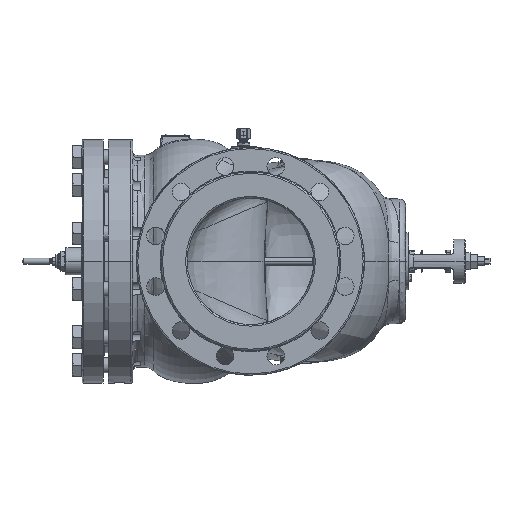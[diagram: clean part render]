
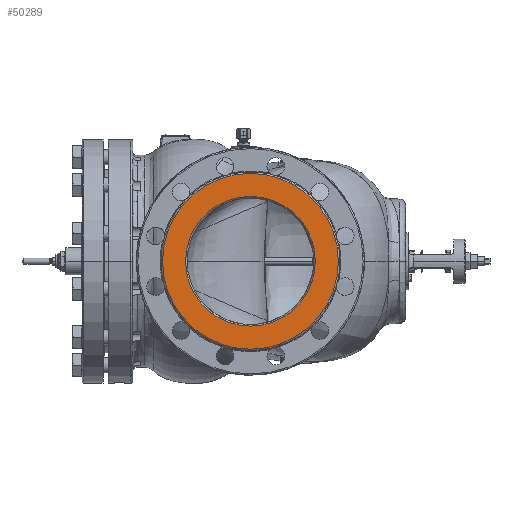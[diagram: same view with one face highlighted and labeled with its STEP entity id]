
A CAD part, left-side view. The second image highlights one B-rep face of the part: STEP entity #50289.
In plain terms, the highlighted planar face has unit normal (-1, 0, 0).
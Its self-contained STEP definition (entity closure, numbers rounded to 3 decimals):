
#8366=CARTESIAN_POINT('',(-300.,0.,0.));
#8367=DIRECTION('',(1.,0.,0.));
#8368=DIRECTION('',(0.,1.,0.));
#8369=AXIS2_PLACEMENT_3D('',#8366,#8367,#8368);
#8371=CARTESIAN_POINT('',(-300.,0.,0.));
#8372=DIRECTION('',(1.,0.,0.));
#8373=DIRECTION('',(0.,-1.,0.));
#8374=AXIS2_PLACEMENT_3D('',#8371,#8372,#8373);
#26040=CARTESIAN_POINT('',(-300.,0.,0.));
#26041=DIRECTION('',(-1.,0.,0.));
#26042=DIRECTION('',(0.,1.,0.));
#26043=AXIS2_PLACEMENT_3D('',#26040,#26041,#26042);
#26158=CARTESIAN_POINT('',(-300.,0.,0.));
#26159=DIRECTION('',(-1.,0.,0.));
#26160=DIRECTION('',(0.,-1.,0.));
#26161=AXIS2_PLACEMENT_3D('',#26158,#26159,#26160);
#31544=CARTESIAN_POINT('',(-300.,102.5,0.));
#31545=CARTESIAN_POINT('',(-300.,-102.5,0.));
#31546=VERTEX_POINT('',#31544);
#31547=VERTEX_POINT('',#31545);
#31548=CARTESIAN_POINT('',(-300.,139.,0.));
#31549=CARTESIAN_POINT('',(-300.,-139.,0.));
#31550=VERTEX_POINT('',#31548);
#31551=VERTEX_POINT('',#31549);
#50273=CARTESIAN_POINT('',(-300.,0.,0.));
#50274=DIRECTION('',(1.,0.,0.));
#50275=DIRECTION('',(0.,-1.,0.));
#50276=AXIS2_PLACEMENT_3D('',#50273,#50274,#50275);
#50277=PLANE('',#50276);
#50279=ORIENTED_EDGE('',*,*,#50278,.F.);
#50281=ORIENTED_EDGE('',*,*,#50280,.F.);
#50282=EDGE_LOOP('',(#50279,#50281));
#50283=FACE_OUTER_BOUND('',#50282,.F.);
#50284=ORIENTED_EDGE('',*,*,#50261,.F.);
#50286=ORIENTED_EDGE('',*,*,#50285,.F.);
#50287=EDGE_LOOP('',(#50284,#50286));
#50288=FACE_BOUND('',#50287,.F.);
#8370=CIRCLE('',#8369,102.5);
#8375=CIRCLE('',#8374,102.5);
#26044=CIRCLE('',#26043,139.);
#26162=CIRCLE('',#26161,139.);
#50261=EDGE_CURVE('',#31546,#31547,#8370,.T.);
#50278=EDGE_CURVE('',#31550,#31551,#26044,.T.);
#50280=EDGE_CURVE('',#31551,#31550,#26162,.T.);
#50285=EDGE_CURVE('',#31547,#31546,#8375,.T.);
#50289=ADVANCED_FACE('',(#50283,#50288),#50277,.F.);
